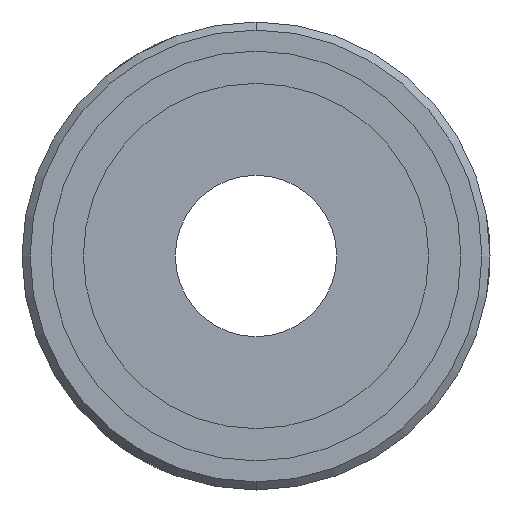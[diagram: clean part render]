
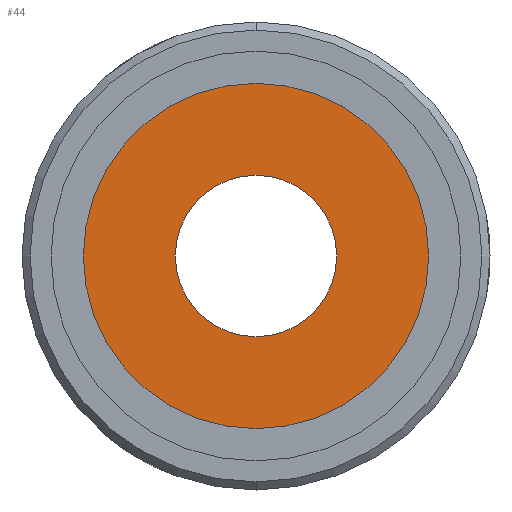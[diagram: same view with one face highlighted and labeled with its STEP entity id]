
A CAD part, front view. The second image highlights one B-rep face of the part: STEP entity #44.
In plain terms, the highlighted planar face has unit normal (0, -1, 0).
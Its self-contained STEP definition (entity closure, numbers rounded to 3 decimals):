
#4 = CARTESIAN_POINT ( 'NONE',  ( 0., -102.98, 0. ) ) ;
#18 = CARTESIAN_POINT ( 'NONE',  ( 0., -102.98, 11.5 ) ) ;
#44 = ADVANCED_FACE ( 'NONE', ( #763, #1366 ), #362, .T. ) ;
#73 = CIRCLE ( 'NONE', #1420, 11.5 ) ;
#78 = EDGE_CURVE ( 'NONE', #1198, #326, #962, .T. ) ;
#95 = DIRECTION ( 'NONE',  ( 0., 0., 1. ) ) ;
#184 = EDGE_CURVE ( 'NONE', #1436, #1429, #213, .T. ) ;
#197 = EDGE_CURVE ( 'NONE', #1429, #1436, #475, .T. ) ;
#206 = DIRECTION ( 'NONE',  ( 0., 1., 0. ) ) ;
#211 = AXIS2_PLACEMENT_3D ( 'NONE', #4, #252, #950 ) ;
#213 = CIRCLE ( 'NONE', #534, 5. ) ;
#218 = CARTESIAN_POINT ( 'NONE',  ( 0., -102.98, 0. ) ) ;
#252 = DIRECTION ( 'NONE',  ( 0., 1., 0. ) ) ;
#285 = CARTESIAN_POINT ( 'NONE',  ( 0., -102.98, -11.5 ) ) ;
#326 = VERTEX_POINT ( 'NONE', #285 ) ;
#348 = DIRECTION ( 'NONE',  ( 0., 0., 1. ) ) ;
#356 = CARTESIAN_POINT ( 'NONE',  ( -11.5, -102.98, 0. ) ) ;
#362 = PLANE ( 'NONE',  #1403 ) ;
#475 = CIRCLE ( 'NONE', #211, 5. ) ;
#525 = EDGE_LOOP ( 'NONE', ( #658, #922 ) ) ;
#534 = AXIS2_PLACEMENT_3D ( 'NONE', #218, #639, #348 ) ;
#542 = CARTESIAN_POINT ( 'NONE',  ( 0., -102.98, -5. ) ) ;
#639 = DIRECTION ( 'NONE',  ( 0., 1., 0. ) ) ;
#658 = ORIENTED_EDGE ( 'NONE', *, *, #78, .F. ) ;
#763 = FACE_BOUND ( 'NONE', #783, .T. ) ;
#783 = EDGE_LOOP ( 'NONE', ( #891, #1321 ) ) ;
#886 = CARTESIAN_POINT ( 'NONE',  ( 0., -102.98, 5. ) ) ;
#890 = AXIS2_PLACEMENT_3D ( 'NONE', #1356, #206, #1104 ) ;
#891 = ORIENTED_EDGE ( 'NONE', *, *, #184, .T. ) ;
#922 = ORIENTED_EDGE ( 'NONE', *, *, #1014, .F. ) ;
#946 = DIRECTION ( 'NONE',  ( 0., 1., 0. ) ) ;
#950 = DIRECTION ( 'NONE',  ( 0., 0., 1. ) ) ;
#962 = CIRCLE ( 'NONE', #890, 11.5 ) ;
#1014 = EDGE_CURVE ( 'NONE', #326, #1198, #73, .T. ) ;
#1093 = DIRECTION ( 'NONE',  ( 0., 0., -1. ) ) ;
#1104 = DIRECTION ( 'NONE',  ( 0., 0., 1. ) ) ;
#1198 = VERTEX_POINT ( 'NONE', #18 ) ;
#1257 = CARTESIAN_POINT ( 'NONE',  ( 0., -102.98, 0. ) ) ;
#1321 = ORIENTED_EDGE ( 'NONE', *, *, #197, .T. ) ;
#1356 = CARTESIAN_POINT ( 'NONE',  ( 0., -102.98, 0. ) ) ;
#1359 = DIRECTION ( 'NONE',  ( 0., -1., 0. ) ) ;
#1366 = FACE_OUTER_BOUND ( 'NONE', #525, .T. ) ;
#1403 = AXIS2_PLACEMENT_3D ( 'NONE', #356, #1359, #1093 ) ;
#1420 = AXIS2_PLACEMENT_3D ( 'NONE', #1257, #946, #95 ) ;
#1429 = VERTEX_POINT ( 'NONE', #542 ) ;
#1436 = VERTEX_POINT ( 'NONE', #886 ) ;
